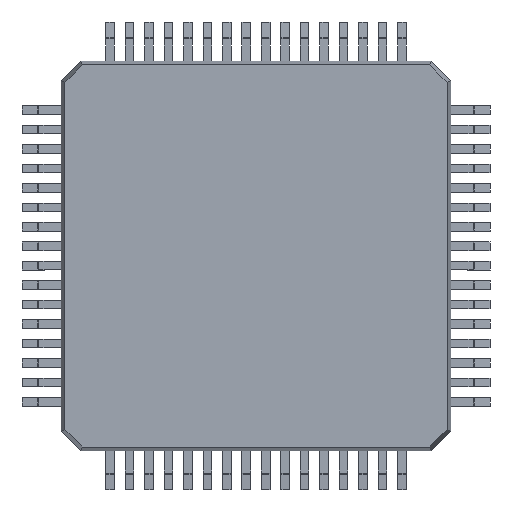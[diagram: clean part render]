
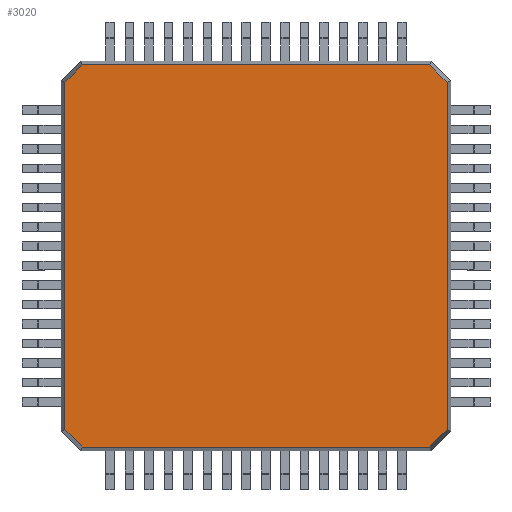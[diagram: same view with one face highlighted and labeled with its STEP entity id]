
A CAD part, top view. The second image highlights one B-rep face of the part: STEP entity #3020.
In plain terms, the highlighted planar face has unit normal (0, 0, 1).
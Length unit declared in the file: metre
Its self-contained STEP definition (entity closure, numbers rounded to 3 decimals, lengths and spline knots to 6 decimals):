
#2462 = EDGE_CURVE( '', #7296, #7297, #7298, .T. );
#3020 = ADVANCED_FACE( '', ( #8278 ), #8279, .F. );
#4148 = EDGE_CURVE( '', #7297, #9990, #9991, .T. );
#4298 = EDGE_CURVE( '', #9990, #7921, #10193, .T. );
#4436 = EDGE_CURVE( '', #10379, #10380, #10381, .T. );
#4784 = EDGE_CURVE( '', #10380, #8597, #10843, .T. );
#4984 = EDGE_CURVE( '', #8597, #10748, #11098, .T. );
#5384 = EDGE_CURVE( '', #7921, #10379, #11601, .T. );
#6822 = EDGE_CURVE( '', #10748, #7296, #13290, .T. );
#7296 = VERTEX_POINT( '', #13836 );
#7297 = VERTEX_POINT( '', #13837 );
#7298 = LINE( '', #13838, #13839 );
#7921 = VERTEX_POINT( '', #14725 );
#8278 = FACE_OUTER_BOUND( '', #15233, .T. );
#8279 = PLANE( '', #15234 );
#8597 = VERTEX_POINT( '', #15689 );
#9990 = VERTEX_POINT( '', #17748 );
#9991 = LINE( '', #17749, #17750 );
#10193 = LINE( '', #18073, #18074 );
#10379 = VERTEX_POINT( '', #18347 );
#10380 = VERTEX_POINT( '', #18348 );
#10381 = LINE( '', #18349, #18350 );
#10748 = VERTEX_POINT( '', #18906 );
#10843 = LINE( '', #19061, #19062 );
#11098 = LINE( '', #19464, #19465 );
#11601 = LINE( '', #20257, #20258 );
#13290 = LINE( '', #22956, #22957 );
#13836 = CARTESIAN_POINT( '', ( -0.004463, 0.004907, 0.001197 ) );
#13837 = CARTESIAN_POINT( '', ( -0.00491, 0.00446, 0.001197 ) );
#13838 = CARTESIAN_POINT( '', ( -0.004436, 0.004933, 0.001197 ) );
#13839 = VECTOR( '', #23713, 1. );
#14725 = CARTESIAN_POINT( '', ( -0.004463, -0.004912, 0.001197 ) );
#15233 = EDGE_LOOP( '', ( #24542, #24543, #24544, #24545, #24546, #24547, #24548, #24549 ) );
#15234 = AXIS2_PLACEMENT_3D( '', #24550, #24551, #24552 );
#15689 = CARTESIAN_POINT( '', ( 0.00491, 0.00446, 0.001197 ) );
#17748 = CARTESIAN_POINT( '', ( -0.00491, -0.004465, 0.001197 ) );
#17749 = CARTESIAN_POINT( '', ( -0.00491, 0.004497, 0.001197 ) );
#17750 = VECTOR( '', #26402, 1. );
#18073 = CARTESIAN_POINT( '', ( -0.004936, -0.004439, 0.001197 ) );
#18074 = VECTOR( '', #26575, 1. );
#18347 = CARTESIAN_POINT( '', ( 0.004463, -0.004912, 0.001197 ) );
#18348 = CARTESIAN_POINT( '', ( 0.00491, -0.004465, 0.001197 ) );
#18349 = CARTESIAN_POINT( '', ( 0.004436, -0.004939, 0.001197 ) );
#18350 = VECTOR( '', #26839, 1. );
#18906 = CARTESIAN_POINT( '', ( 0.004463, 0.004907, 0.001197 ) );
#19061 = CARTESIAN_POINT( '', ( 0.00491, -0.004503, 0.001197 ) );
#19062 = VECTOR( '', #27420, 1. );
#19464 = CARTESIAN_POINT( '', ( 0.004936, 0.004433, 0.001197 ) );
#19465 = VECTOR( '', #27734, 1. );
#20257 = CARTESIAN_POINT( '', ( -0.0045, -0.004912, 0.001197 ) );
#20258 = VECTOR( '', #28455, 1. );
#22956 = CARTESIAN_POINT( '', ( 0., 0.004907, 0.001197 ) );
#22957 = VECTOR( '', #30948, 1. );
#23713 = DIRECTION( '', ( -0.707, -0.707, 0. ) );
#24542 = ORIENTED_EDGE( '', *, *, #4436, .T. );
#24543 = ORIENTED_EDGE( '', *, *, #4784, .T. );
#24544 = ORIENTED_EDGE( '', *, *, #4984, .T. );
#24545 = ORIENTED_EDGE( '', *, *, #6822, .T. );
#24546 = ORIENTED_EDGE( '', *, *, #2462, .T. );
#24547 = ORIENTED_EDGE( '', *, *, #4148, .T. );
#24548 = ORIENTED_EDGE( '', *, *, #4298, .T. );
#24549 = ORIENTED_EDGE( '', *, *, #5384, .T. );
#24550 = CARTESIAN_POINT( '', ( 0., -0.000003, 0.001197 ) );
#24551 = DIRECTION( '', ( 0., 0., -1. ) );
#24552 = DIRECTION( '', ( 0., -1., 0. ) );
#26402 = DIRECTION( '', ( 0., -1., 0. ) );
#26575 = DIRECTION( '', ( 0.707, -0.707, 0. ) );
#26839 = DIRECTION( '', ( 0.707, 0.707, 0. ) );
#27420 = DIRECTION( '', ( 0., 1., 0. ) );
#27734 = DIRECTION( '', ( -0.707, 0.707, 0. ) );
#28455 = DIRECTION( '', ( 1., 0., 0. ) );
#30948 = DIRECTION( '', ( -1., 0., 0. ) );
